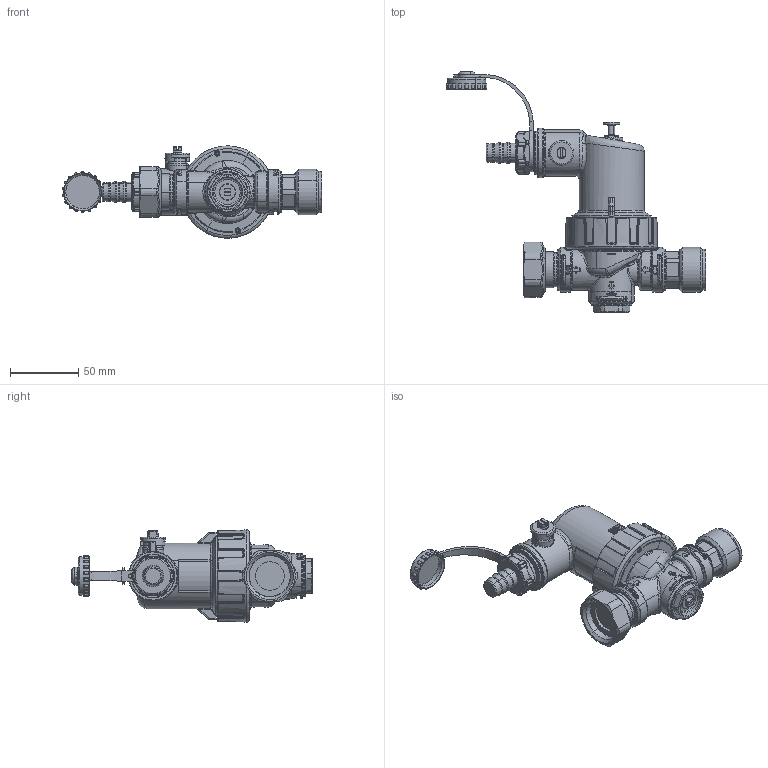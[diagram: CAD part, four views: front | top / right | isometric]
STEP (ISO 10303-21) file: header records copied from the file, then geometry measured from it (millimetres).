
FILE_DESCRIPTION(('CATIA V5 STEP Exchange','CAx-IF Rec.Pracs.--- Model Styling and Organization---1.4--- 2014-01-23','CAx-IF Rec.Pracs.---3D Tessellated Data Validation Properties---0.5---2014-09-14'),'2;1');
FILE_NAME('STEP_545021_-_TST.stp','2022-03-07T09:21:19+00:00',('none'),('none'),'CATIA Version 5-6 Release 2019 SP3','CATIA V5 STEP AP242 v1','none');
FILE_SCHEMA(('AP242_MANAGED_MODEL_BASED_3D_ENGINEERING_MIM_LF {1 0 10303 442 1 1 4}'));
Length unit declared in the file: millimetre
Products named in the file (1): 545021 - TST
Bounding box: 189.65 x 175.59 x 67.5 mm (x, y, z)
Volume: 351898.3 mm3; surface area: 51771.9 mm2
Topology: 1 solids, 2 shells, 2584 faces, 6163 edges, 3456 vertices
Faces by surface type: bspline 1283, cylinder 443, plane 262, cone 254, torus 233, sphere 109
Entity records: 142609 total; most frequent: CARTESIAN_POINT 96488, ORIENTED_EDGE 11970, EDGE_CURVE 5985, DIRECTION 4009, B_SPLINE_CURVE_WITH_KNOTS 3818, VERTEX_POINT 3456, EDGE_LOOP 2649, ADVANCED_FACE 2584
